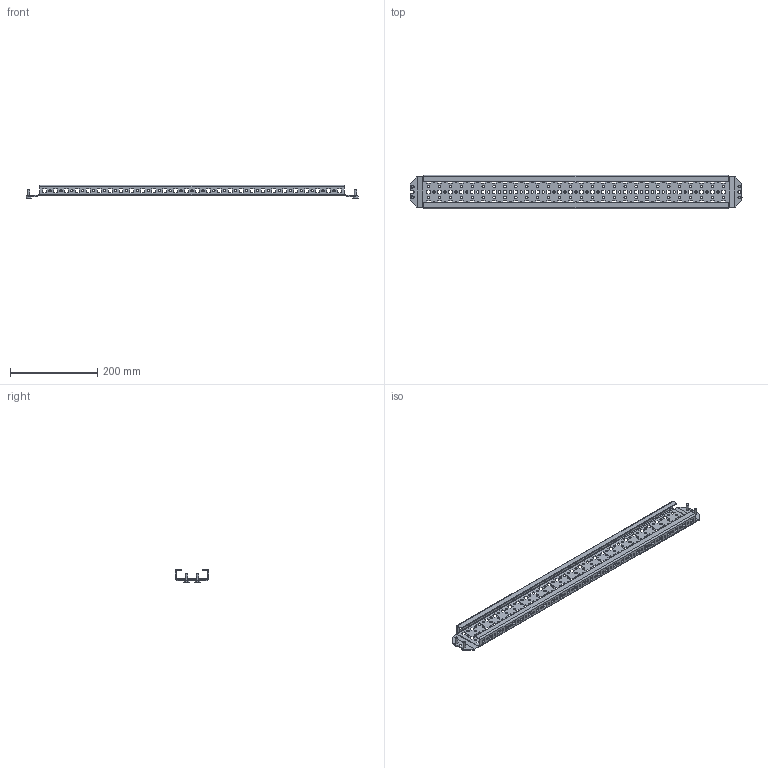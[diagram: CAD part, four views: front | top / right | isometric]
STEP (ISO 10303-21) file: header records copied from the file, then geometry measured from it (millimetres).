
FILE_DESCRIPTION (( 'STEP AP214' ), '1' );
FILE_NAME ('ARW800 Ðåéêà øèðîêàÿ.step', '2020-11-05T13:41:54', ( '' ), ( '' ), 'SwSTEP 2.0', 'SolidWorks 2019', '' );
FILE_SCHEMA (( 'AUTOMOTIVE_DESIGN' ));
Length unit declared in the file: millimetre
Products named in the file (3): ARW800 Ðåéêà øèðîêàÿ; AVT001.00.01.18 Ðåéêà øèðîêàÿ_èçâ0134_10.20_00; Âèíò ñàìîíàðåçàþùèé Ì6 DIN 7516À_6å16
Assembly tree (5 placements, depth 2):
  ARW800 Ðåéêà øèðîêàÿ
    AVT001.00.01.18 Ðåéêà øèðîêàÿ_èçâ0134_10.20_00
    Âèíò ñàìîíàðåçàþùèé Ì6 DIN 7516À_6å16  x4
Bounding box: 760 x 76 x 30.59 mm (x, y, z)
Volume: 176686.3 mm3; surface area: 196572.2 mm2
Topology: 5 solids, 5 shells, 1122 faces, 3260 edges, 2152 vertices
Faces by surface type: plane 691, cylinder 423, sphere 8
Entity records: 36570 total; most frequent: CARTESIAN_POINT 6209, ORIENTED_EDGE 6196, DIRECTION 6072, EDGE_CURVE 3098, VECTOR 2258, LINE 2258, VERTEX_POINT 2044, AXIS2_PLACEMENT_3D 1907
